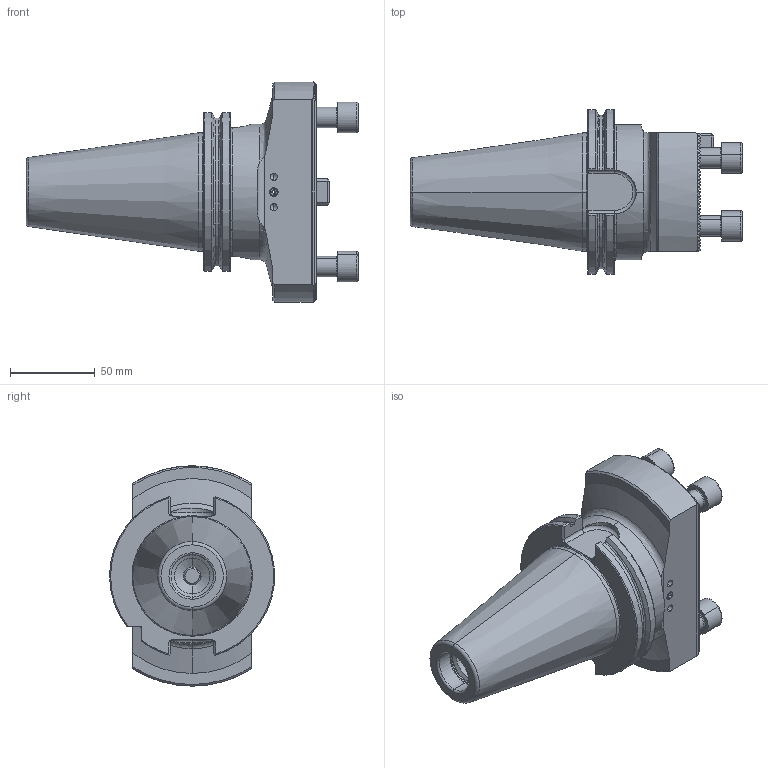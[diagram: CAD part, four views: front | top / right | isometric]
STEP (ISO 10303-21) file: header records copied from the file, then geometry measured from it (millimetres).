
FILE_DESCRIPTION (( 'STEP AP203' ), '1' );
FILE_NAME ('E14.450.130.069.STEP', '2018-03-07T09:39:50', ( 'SWIAdmin' ), ( 'Hewlett-Packard Company' ), 'SwSTEP 2.0', 'SolidWorks 2017', '' );
FILE_SCHEMA (( 'CONFIG_CONTROL_DESIGN' ));
Length unit declared in the file: millimetre
Products named in the file (7): E14.450.130.069; SK5-Ko1.K01.069_A; Ko1-ER1.001.016_A; ISO 4762 - M6 x 16; ISO 4762 - M12 x 25; DIN 908 - M12x1.5; ISO 4026 - M5 x 8_ISO 4026 - M5 x 8
Assembly tree (10 placements, depth 2):
  E14.450.130.069
    SK5-Ko1.K01.069_A
    Ko1-ER1.001.016_A
    ISO 4762 - M6 x 16
    ISO 4762 - M12 x 25  x4
    DIN 908 - M12x1.5
    ISO 4026 - M5 x 8_ISO 4026 - M5 x 8  x2
Bounding box: 195.9 x 97.28 x 130 mm (x, y, z)
Volume: 679039.7 mm3; surface area: 91499.4 mm2
Topology: 10 solids, 10 shells, 888 faces, 2403 edges, 1520 vertices
Faces by surface type: plane 503, cylinder 213, cone 116, torus 56
Entity records: 28085 total; most frequent: CARTESIAN_POINT 8239, ORIENTED_EDGE 4318, DIRECTION 3558, EDGE_CURVE 2159, VERTEX_POINT 1397, AXIS2_PLACEMENT_3D 1334, VECTOR 890, LINE 890
